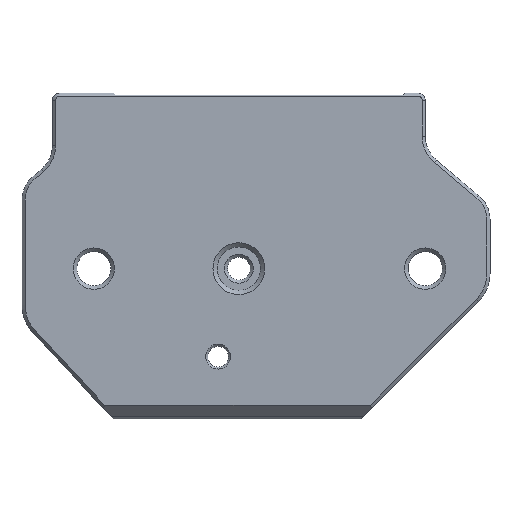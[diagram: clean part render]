
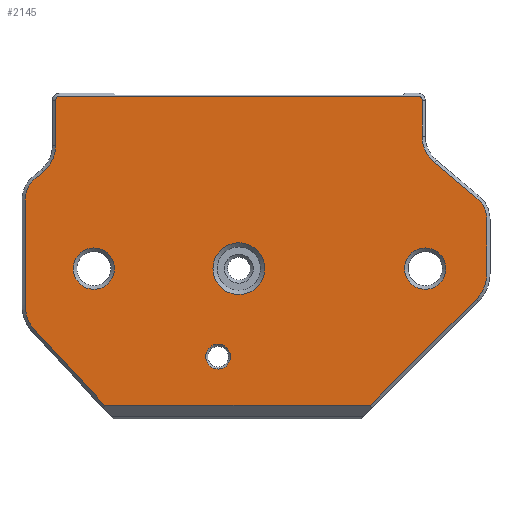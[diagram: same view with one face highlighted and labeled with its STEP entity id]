
A CAD part, top view. The second image highlights one B-rep face of the part: STEP entity #2145.
In plain terms, the highlighted planar face has unit normal (0, 0, 1).
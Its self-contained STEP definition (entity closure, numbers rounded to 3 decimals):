
#32=FACE_BOUND('',#358,.T.);
#33=FACE_BOUND('',#359,.T.);
#34=FACE_BOUND('',#360,.T.);
#35=FACE_BOUND('',#361,.T.);
#50=PLANE('',#2288);
#117=CIRCLE('',#2282,3.6);
#119=CIRCLE('',#2289,3.542);
#120=CIRCLE('',#2290,2.7);
#121=CIRCLE('',#2291,3.3);
#122=CIRCLE('',#2292,0.4);
#123=CIRCLE('',#2293,3.3);
#124=CIRCLE('',#2294,2.7);
#125=CIRCLE('',#2295,1.994);
#126=CIRCLE('',#2296,1.2);
#127=CIRCLE('',#2297,1.994);
#128=CIRCLE('',#2298,2.5);
#230=FACE_OUTER_BOUND('',#357,.T.);
#357=EDGE_LOOP('',(#1491,#1492,#1493,#1494,#1495,#1496,#1497,#1498,#1499,
#1500,#1501,#1502,#1503,#1504,#1505,#1506,#1507,#1508));
#358=EDGE_LOOP('',(#1509));
#359=EDGE_LOOP('',(#1510));
#360=EDGE_LOOP('',(#1511));
#361=EDGE_LOOP('',(#1512));
#495=B_SPLINE_CURVE_WITH_KNOTS('',3,(#3231,#3232,#3233,#3234,#3235,#3236,
#3237,#3238,#3239,#3240),.UNSPECIFIED.,.F.,.F.,(4,3,3,4),(0.,0.027,
0.045,0.063),.UNSPECIFIED.);
#512=LINE('',#3205,#734);
#514=LINE('',#3209,#736);
#515=LINE('',#3211,#737);
#516=LINE('',#3213,#738);
#517=LINE('',#3217,#739);
#518=LINE('',#3221,#740);
#519=LINE('',#3225,#741);
#520=LINE('',#3229,#742);
#521=LINE('',#3242,#743);
#522=LINE('',#3246,#744);
#734=VECTOR('',#2528,10.);
#736=VECTOR('',#2532,10.);
#737=VECTOR('',#2533,10.);
#738=VECTOR('',#2534,10.);
#739=VECTOR('',#2537,10.);
#740=VECTOR('',#2540,10.);
#741=VECTOR('',#2543,10.);
#742=VECTOR('',#2546,10.);
#743=VECTOR('',#2547,10.);
#744=VECTOR('',#2550,10.);
#949=VERTEX_POINT('',#3182);
#950=VERTEX_POINT('',#3183);
#956=VERTEX_POINT('',#3204);
#957=VERTEX_POINT('',#3208);
#958=VERTEX_POINT('',#3210);
#959=VERTEX_POINT('',#3212);
#960=VERTEX_POINT('',#3214);
#961=VERTEX_POINT('',#3216);
#962=VERTEX_POINT('',#3218);
#963=VERTEX_POINT('',#3220);
#964=VERTEX_POINT('',#3222);
#965=VERTEX_POINT('',#3224);
#966=VERTEX_POINT('',#3226);
#967=VERTEX_POINT('',#3228);
#968=VERTEX_POINT('',#3230);
#969=VERTEX_POINT('',#3241);
#970=VERTEX_POINT('',#3243);
#971=VERTEX_POINT('',#3245);
#972=VERTEX_POINT('',#3248);
#973=VERTEX_POINT('',#3250);
#974=VERTEX_POINT('',#3252);
#975=VERTEX_POINT('',#3254);
#1148=EDGE_CURVE('',#949,#950,#117,.T.);
#1159=EDGE_CURVE('',#950,#956,#512,.T.);
#1161=EDGE_CURVE('',#957,#949,#514,.T.);
#1162=EDGE_CURVE('',#958,#957,#515,.T.);
#1163=EDGE_CURVE('',#959,#958,#516,.T.);
#1164=EDGE_CURVE('',#960,#959,#119,.T.);
#1165=EDGE_CURVE('',#961,#960,#517,.T.);
#1166=EDGE_CURVE('',#962,#961,#120,.T.);
#1167=EDGE_CURVE('',#963,#962,#518,.T.);
#1168=EDGE_CURVE('',#964,#963,#121,.T.);
#1169=EDGE_CURVE('',#965,#964,#519,.T.);
#1170=EDGE_CURVE('',#966,#965,#122,.T.);
#1171=EDGE_CURVE('',#967,#966,#520,.T.);
#1172=EDGE_CURVE('',#968,#967,#495,.T.);
#1173=EDGE_CURVE('',#969,#968,#521,.T.);
#1174=EDGE_CURVE('',#970,#969,#123,.T.);
#1175=EDGE_CURVE('',#971,#970,#522,.T.);
#1176=EDGE_CURVE('',#956,#971,#124,.T.);
#1177=EDGE_CURVE('',#972,#972,#125,.T.);
#1178=EDGE_CURVE('',#973,#973,#126,.T.);
#1179=EDGE_CURVE('',#974,#974,#127,.T.);
#1180=EDGE_CURVE('',#975,#975,#128,.T.);
#1491=ORIENTED_EDGE('',*,*,#1148,.F.);
#1492=ORIENTED_EDGE('',*,*,#1161,.F.);
#1493=ORIENTED_EDGE('',*,*,#1162,.F.);
#1494=ORIENTED_EDGE('',*,*,#1163,.F.);
#1495=ORIENTED_EDGE('',*,*,#1164,.F.);
#1496=ORIENTED_EDGE('',*,*,#1165,.F.);
#1497=ORIENTED_EDGE('',*,*,#1166,.F.);
#1498=ORIENTED_EDGE('',*,*,#1167,.F.);
#1499=ORIENTED_EDGE('',*,*,#1168,.F.);
#1500=ORIENTED_EDGE('',*,*,#1169,.F.);
#1501=ORIENTED_EDGE('',*,*,#1170,.F.);
#1502=ORIENTED_EDGE('',*,*,#1171,.F.);
#1503=ORIENTED_EDGE('',*,*,#1172,.F.);
#1504=ORIENTED_EDGE('',*,*,#1173,.F.);
#1505=ORIENTED_EDGE('',*,*,#1174,.F.);
#1506=ORIENTED_EDGE('',*,*,#1175,.F.);
#1507=ORIENTED_EDGE('',*,*,#1176,.F.);
#1508=ORIENTED_EDGE('',*,*,#1159,.F.);
#1509=ORIENTED_EDGE('',*,*,#1177,.F.);
#1510=ORIENTED_EDGE('',*,*,#1178,.F.);
#1511=ORIENTED_EDGE('',*,*,#1179,.F.);
#1512=ORIENTED_EDGE('',*,*,#1180,.F.);
#2145=ADVANCED_FACE('',(#230,#32,#33,#34,#35),#50,.T.);
#2282=AXIS2_PLACEMENT_3D('',#3184,#2507,#2508);
#2288=AXIS2_PLACEMENT_3D('',#3207,#2530,#2531);
#2289=AXIS2_PLACEMENT_3D('',#3215,#2535,#2536);
#2290=AXIS2_PLACEMENT_3D('',#3219,#2538,#2539);
#2291=AXIS2_PLACEMENT_3D('',#3223,#2541,#2542);
#2292=AXIS2_PLACEMENT_3D('',#3227,#2544,#2545);
#2293=AXIS2_PLACEMENT_3D('',#3244,#2548,#2549);
#2294=AXIS2_PLACEMENT_3D('',#3247,#2551,#2552);
#2295=AXIS2_PLACEMENT_3D('',#3249,#2553,#2554);
#2296=AXIS2_PLACEMENT_3D('',#3251,#2555,#2556);
#2297=AXIS2_PLACEMENT_3D('',#3253,#2557,#2558);
#2298=AXIS2_PLACEMENT_3D('',#3255,#2559,#2560);
#2507=DIRECTION('center_axis',(0.,0.,
-1.));
#2508=DIRECTION('ref_axis',(-1.,0.,0.));
#2528=DIRECTION('',(0.,1.,0.));
#2530=DIRECTION('center_axis',(0.,0.,
1.));
#2531=DIRECTION('ref_axis',(1.,0.,0.));
#2532=DIRECTION('',(-0.682,0.732,0.));
#2533=DIRECTION('',(-1.,0.,0.));
#2534=DIRECTION('',(-0.707,-0.707,0.));
#2535=DIRECTION('center_axis',(0.,0.,
-1.));
#2536=DIRECTION('ref_axis',(0.924,-0.383,0.));
#2537=DIRECTION('',(0.,-1.,0.));
#2538=DIRECTION('center_axis',(0.,0.,
-1.));
#2539=DIRECTION('ref_axis',(0.906,0.423,0.));
#2540=DIRECTION('',(0.766,-0.643,0.));
#2541=DIRECTION('center_axis',(0.,0.,
1.));
#2542=DIRECTION('ref_axis',(-1.,0.,0.));
#2543=DIRECTION('',(0.,-1.,0.));
#2544=DIRECTION('center_axis',(0.,0.,
-1.));
#2545=DIRECTION('ref_axis',(0.707,0.707,0.));
#2546=DIRECTION('',(1.,0.,0.));
#2547=DIRECTION('',(0.,1.,0.));
#2548=DIRECTION('center_axis',(0.,0.,
1.));
#2549=DIRECTION('ref_axis',(1.,0.,0.));
#2550=DIRECTION('',(0.766,0.643,0.));
#2551=DIRECTION('center_axis',(0.,0.,
-1.));
#2552=DIRECTION('ref_axis',(-0.643,0.766,0.));
#2553=DIRECTION('center_axis',(0.,0.,
1.));
#2554=DIRECTION('ref_axis',(1.,0.,0.));
#2555=DIRECTION('center_axis',(0.,0.,
1.));
#2556=DIRECTION('ref_axis',(1.,0.,0.));
#2557=DIRECTION('center_axis',(0.,0.,
1.));
#2558=DIRECTION('ref_axis',(-1.,0.,0.));
#2559=DIRECTION('center_axis',(0.,0.,
1.));
#2560=DIRECTION('ref_axis',(0.,1.,0.));
#3182=CARTESIAN_POINT('',(-211.152,-27.265,92.134));
#3183=CARTESIAN_POINT('',(-212.118,-24.812,92.134));
#3184=CARTESIAN_POINT('Origin',(-208.518,-24.812,92.134));
#3204=CARTESIAN_POINT('',(-212.118,-14.667,92.134));
#3205=CARTESIAN_POINT('',(-212.118,-15.949,92.134));
#3207=CARTESIAN_POINT('Origin',(-192.459,-15.178,92.134));
#3208=CARTESIAN_POINT('',(-204.445,-34.466,92.134));
#3209=CARTESIAN_POINT('',(-211.285,-27.122,92.134));
#3210=CARTESIAN_POINT('',(-178.763,-34.466,92.134));
#3211=CARTESIAN_POINT('',(-195.929,-34.466,92.134));
#3212=CARTESIAN_POINT('',(-168.557,-24.26,92.134));
#3213=CARTESIAN_POINT('',(-175.356,-31.059,92.134));
#3214=CARTESIAN_POINT('',(-167.52,-21.755,92.134));
#3215=CARTESIAN_POINT('Origin',(-171.062,-21.755,92.134));
#3216=CARTESIAN_POINT('',(-167.52,-16.554,92.134));
#3217=CARTESIAN_POINT('',(-167.52,-18.188,92.134));
#3218=CARTESIAN_POINT('',(-168.484,-14.485,92.134));
#3219=CARTESIAN_POINT('Origin',(-170.22,-16.554,92.134));
#3220=CARTESIAN_POINT('',(-172.597,-11.034,92.134));
#3221=CARTESIAN_POINT('',(-176.764,-7.538,92.134));
#3222=CARTESIAN_POINT('',(-173.776,-8.506,92.134));
#3223=CARTESIAN_POINT('Origin',(-170.476,-8.506,92.134));
#3224=CARTESIAN_POINT('',(-173.776,-5.04,92.134));
#3225=CARTESIAN_POINT('',(-173.776,-11.842,92.134));
#3226=CARTESIAN_POINT('',(-174.176,-4.64,92.134));
#3227=CARTESIAN_POINT('Origin',(-174.176,-5.04,92.134));
#3228=CARTESIAN_POINT('',(-208.776,-4.64,92.134));
#3229=CARTESIAN_POINT('',(-183.317,-4.64,92.134));
#3230=CARTESIAN_POINT('',(-209.176,-5.04,92.134));
#3231=CARTESIAN_POINT('Ctrl Pts',(-209.176,-5.04,92.134));
#3232=CARTESIAN_POINT('Ctrl Pts',(-209.176,-4.959,92.134));
#3233=CARTESIAN_POINT('Ctrl Pts',(-209.148,-4.866,92.134));
#3234=CARTESIAN_POINT('Ctrl Pts',(-209.09,-4.792,92.134));
#3235=CARTESIAN_POINT('Ctrl Pts',(-209.051,-4.743,92.134));
#3236=CARTESIAN_POINT('Ctrl Pts',(-208.999,-4.703,92.134));
#3237=CARTESIAN_POINT('Ctrl Pts',(-208.944,-4.677,92.134));
#3238=CARTESIAN_POINT('Ctrl Pts',(-208.888,-4.651,92.134));
#3239=CARTESIAN_POINT('Ctrl Pts',(-208.83,-4.64,92.134));
#3240=CARTESIAN_POINT('Ctrl Pts',(-208.776,-4.64,92.134));
#3241=CARTESIAN_POINT('',(-209.176,-9.4,92.134));
#3242=CARTESIAN_POINT('',(-209.176,-10.109,92.134));
#3243=CARTESIAN_POINT('',(-210.355,-11.928,92.134));
#3244=CARTESIAN_POINT('Origin',(-212.476,-9.4,92.134));
#3245=CARTESIAN_POINT('',(-211.153,-12.598,92.134));
#3246=CARTESIAN_POINT('',(-205.904,-8.194,92.134));
#3247=CARTESIAN_POINT('Origin',(-209.418,-14.667,92.134));
#3248=CARTESIAN_POINT('',(-175.471,-21.29,92.134));
#3249=CARTESIAN_POINT('Origin',(-173.477,-21.29,92.134));
#3250=CARTESIAN_POINT('',(-194.676,-29.79,92.134));
#3251=CARTESIAN_POINT('Origin',(-193.476,-29.79,92.134));
#3252=CARTESIAN_POINT('',(-203.483,-21.29,92.134));
#3253=CARTESIAN_POINT('Origin',(-205.477,-21.29,92.134));
#3254=CARTESIAN_POINT('',(-191.476,-23.79,92.134));
#3255=CARTESIAN_POINT('Origin',(-191.476,-21.29,92.134));
